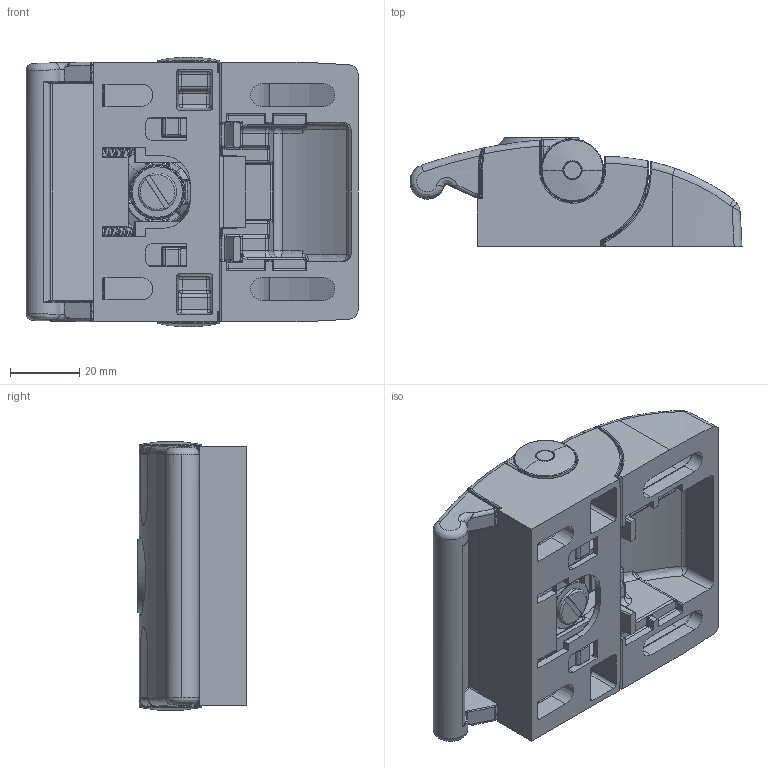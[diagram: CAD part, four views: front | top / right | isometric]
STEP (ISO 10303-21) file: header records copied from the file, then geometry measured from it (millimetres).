
FILE_DESCRIPTION(('STEP AP214'),'1');
FILE_NAME('fath_0957408.stp','2017-04-24T02:19:23',('TraceParts'),('TraceParts S.A.'),'Spatial InterOp 3D',' ',' ');
FILE_SCHEMA(('automotive_design'));
Length unit declared in the file: millimetre
Products named in the file (15): fath_0957408_1; fath_0957408_2; fath_0957408_3; fath_0957408_4; fath_0957408_5; fath_0957408_6; fath_0957408_7; fath_0957408_8; fath_0957408_9; fath_0957408_10; fath_0957408_11; fath_0957408_12; fath_0957408_13; fath_0957408_14; fath_0957408_15
Bounding box: 96.01 x 31.57 x 77.81 mm (x, y, z)
Volume: 75788.9 mm3; surface area: 62098.2 mm2
Topology: 15 solids, 15 shells, 3172 faces, 7934 edges, 4513 vertices
Faces by surface type: cylinder 1082, plane 908, bspline 624, torus 313, sphere 215, cone 30
Entity records: 147429 total; most frequent: CARTESIAN_POINT 52700, ORIENTED_EDGE 15322, DIRECTION 13873, EDGE_CURVE 7661, AXIS2_PLACEMENT_3D 5297, VERTEX_POINT 4513, LINE 3279, VECTOR 3279
